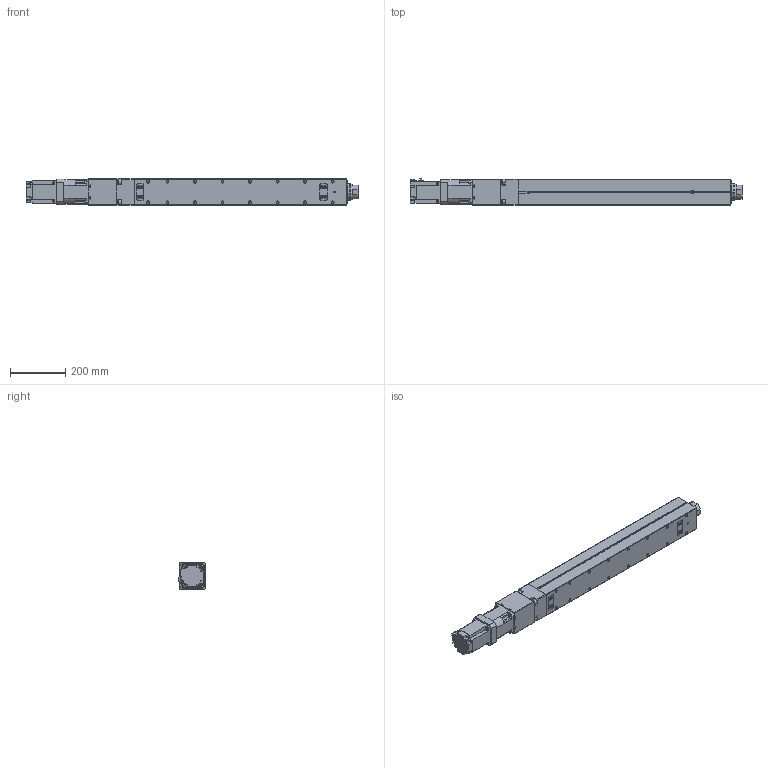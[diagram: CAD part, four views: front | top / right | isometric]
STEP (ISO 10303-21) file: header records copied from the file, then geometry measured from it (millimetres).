
FILE_DESCRIPTION (( 'STEP AP214' ), '1' );
FILE_NAME ('ETHU20BC03-20X05-0600-XXXX.STEP', '2025-02-27T16:18:38', ( '' ), ( '' ), 'SwSTEP 2.0', 'SolidWorks 2022', '' );
FILE_SCHEMA (( 'AUTOMOTIVE_DESIGN' ));
Length unit declared in the file: millimetre
Products named in the file (7): ETHU20-600GEARBOX; ETHU20-600ROD; ETHU20BC03-20X05-0600-XXXX; ETHU20-600MOTOR; ETHU20-600SENSOR; ETHU20-600-1; ETHU20-200FANGTOOTH
Assembly tree (8 placements, depth 2):
  ETHU20BC03-20X05-0600-XXXX
    ETHU20-600-1
    ETHU20-200FANGTOOTH
    ETHU20-600GEARBOX
    ETHU20-600MOTOR
    ETHU20-600SENSOR  x3
    ETHU20-600ROD
Bounding box: 1206.2 x 96.3 x 95 mm (x, y, z)
Surface area: 685814.6 mm2
Topology: 8 solids, 8 shells, 1137 faces, 2873 edges, 1847 vertices
Faces by surface type: plane 712, cylinder 269, cone 116, torus 40
Entity records: 34041 total; most frequent: CARTESIAN_POINT 6424, DIRECTION 5704, ORIENTED_EDGE 5626, EDGE_CURVE 2813, LINE 2062, VECTOR 2062, AXIS2_PLACEMENT_3D 1821, VERTEX_POINT 1807
